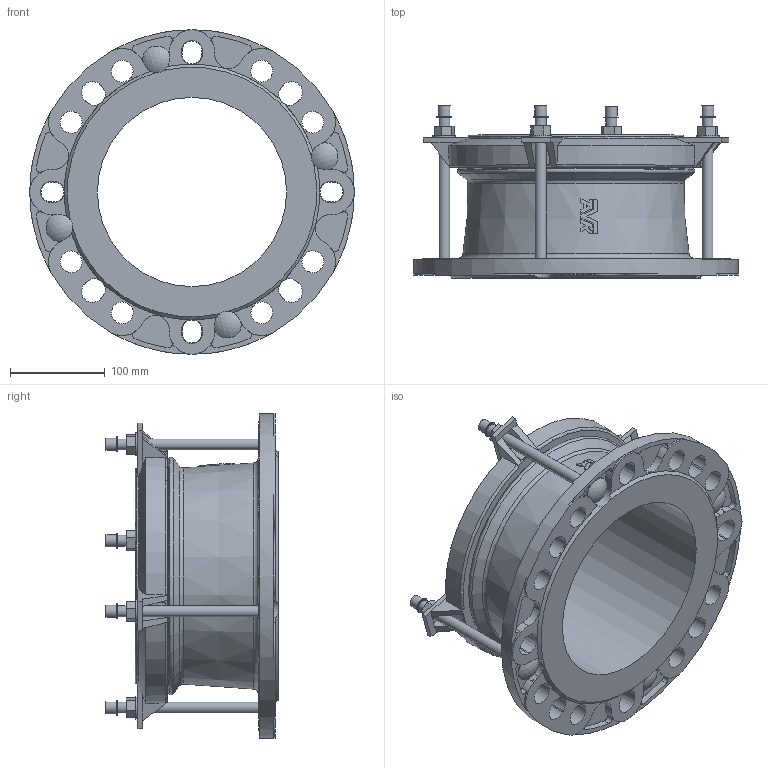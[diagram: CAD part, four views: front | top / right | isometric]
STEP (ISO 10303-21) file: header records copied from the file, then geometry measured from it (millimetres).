
FILE_DESCRIPTION (( 'STEP AP203' ), '1' );
FILE_NAME ('O_603_A_DN200_193-215mm_STEP.STEP', '2015-04-13T07:57:25', ( 'ken' ), ( '' ), 'SwSTEP 2.0', 'SolidWorks 2012', '' );
FILE_SCHEMA (( 'CONFIG_CONTROL_DESIGN' ));
Length unit declared in the file: millimetre
Products named in the file (1): O_603_A_DN200_193-215mm_STEP
Bounding box: 343 x 182 x 343 mm (x, y, z)
Volume: 2989891.4 mm3; surface area: 415246.4 mm2
Topology: 1 solids, 1 shells, 482 faces, 1365 edges, 894 vertices
Faces by surface type: plane 247, cylinder 171, cone 47, torus 13, sphere 4
Full cylindrical faces by diameter (mm): 12 x8, 13 x4, 16 x4, 23 x8, 24 x4, 200 x1, 228 x1, 246.532 x1, 343 x1
Entity records: 17754 total; most frequent: CARTESIAN_POINT 5542, ORIENTED_EDGE 2616, DIRECTION 2388, EDGE_CURVE 1308, AXIS2_PLACEMENT_3D 885, VERTEX_POINT 878, VECTOR 618, LINE 618
